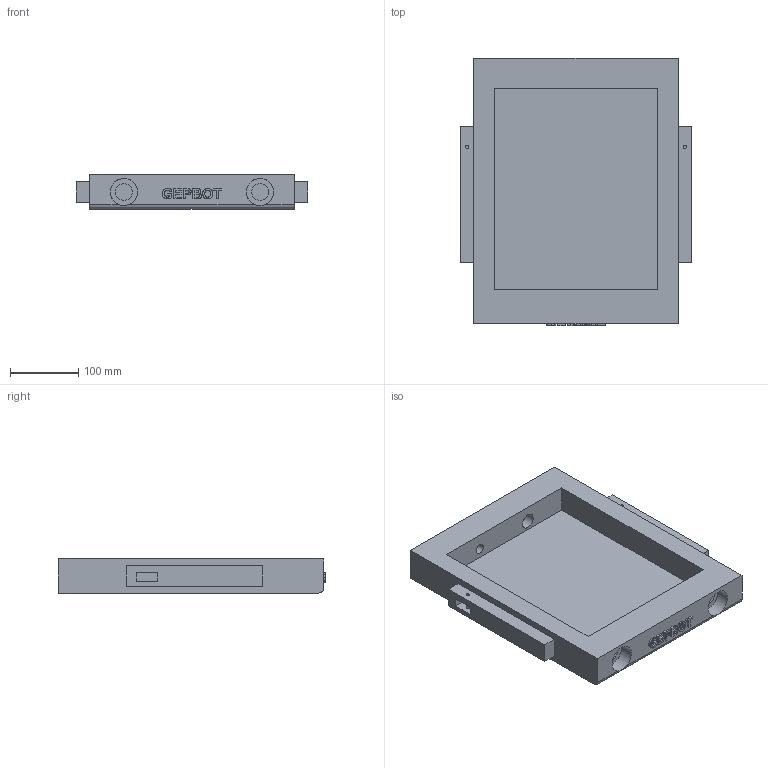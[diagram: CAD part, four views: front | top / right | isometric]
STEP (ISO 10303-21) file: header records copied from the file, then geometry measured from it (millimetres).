
FILE_DESCRIPTION(/* description */ (''),/* implementation_level */ '2;1');
FILE_NAME(/* name */ 'bottom rebirth.step',/* time_stamp */ '2021-05-20T20:32:57+02:00',/* author */ (''),/* organization */ (''),/* preprocessor_version */ 'ST-DEVELOPER v18.1',/* originating_system */ 'Autodesk Translation Framework v10.6.0.1341',/* authorisation */ '');
FILE_SCHEMA (('AUTOMOTIVE_DESIGN { 1 0 10303 214 3 1 1 }'));
Length unit declared in the file: millimetre
Products named in the file (1): (Unsaved)
Bounding box: 340 x 393 x 50 mm (x, y, z)
Volume: 3103454.9 mm3; surface area: 382201 mm2
Topology: 1 solids, 1 shells, 176 faces, 467 edges, 312 vertices
Faces by surface type: plane 90, bspline 73, cylinder 13
Full cylindrical faces by diameter (mm): 5 x4, 15 x1, 22.361 x1, 25 x3, 40 x3
Entity records: 5600 total; most frequent: CARTESIAN_POINT 1639, ORIENTED_EDGE 934, DIRECTION 555, EDGE_CURVE 467, VERTEX_POINT 312, LINE 291, VECTOR 291, EDGE_LOOP 207
